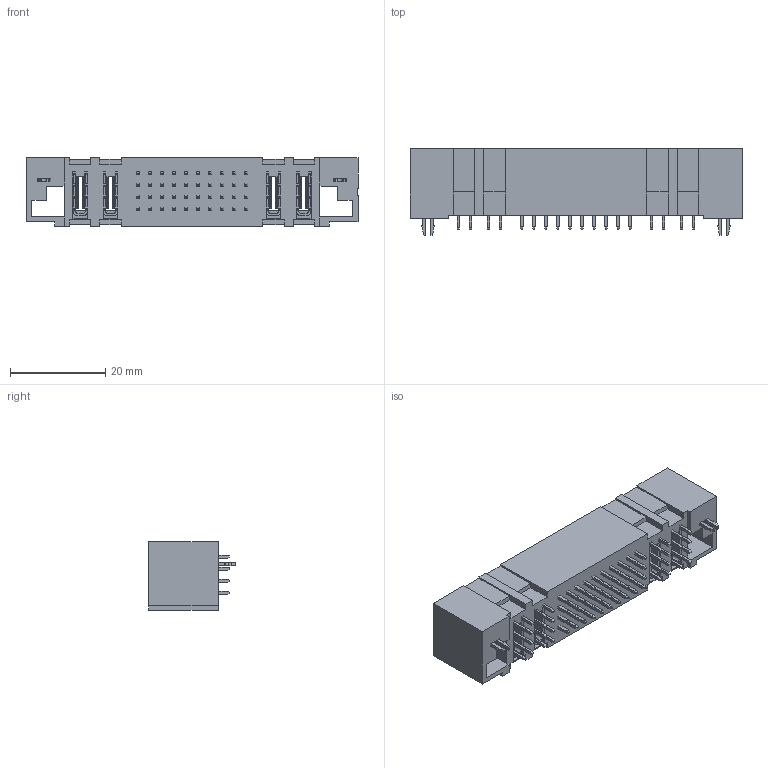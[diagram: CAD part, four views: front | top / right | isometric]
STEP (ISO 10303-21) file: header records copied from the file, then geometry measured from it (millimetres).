
FILE_DESCRIPTION( ( 'STEP AP214' ), '1' );
FILE_NAME( 'PETC-02-40-02-01-S-VT-LC.stp', '2021-12-11T18:48:24', ( 'License CC BY-ND 4.0' ), ( 'CADENAS' ), ' ', 'PARTsolutions', ' ' );
FILE_SCHEMA( ( 'AUTOMOTIVE_DESIGN { 1 0 10303 214 1 1 1 1 }' ) );
Length unit declared in the file: millimetre
Products named in the file (5): PETC-02-40-02-01-S-VT-LC; _PETC-02-40-02-LC-VT_ter; _PETC-02-40-02-VT_pp; _PETC-02-40-02-01-S-VT-LC_SP; _PETC-02-40-02-01-S-VT-LC_lp
Assembly tree (5 placements, depth 2):
  PETC-02-40-02-01-S-VT-LC
    _PETC-02-40-02-LC-VT_ter
    _PETC-02-40-02-VT_pp
    _PETC-02-40-02-01-S-VT-LC_SP
    _PETC-02-40-02-01-S-VT-LC_lp  x2
Bounding box: 69.85 x 18.22 x 14.5 mm (x, y, z)
Volume: 6937.3 mm3; surface area: 11046.5 mm2
Topology: 5 solids, 5 shells, 1311 faces, 3456 edges, 2196 vertices
Faces by surface type: plane 1249, cylinder 62
Entity records: 49128 total; most frequent: CARTESIAN_POINT 6859, ORIENTED_EDGE 6804, DIRECTION 6114, EDGE_CURVE 3402, LINE 3284, VECTOR 3284, VERTEX_POINT 2160, AXIS2_PLACEMENT_3D 1415
